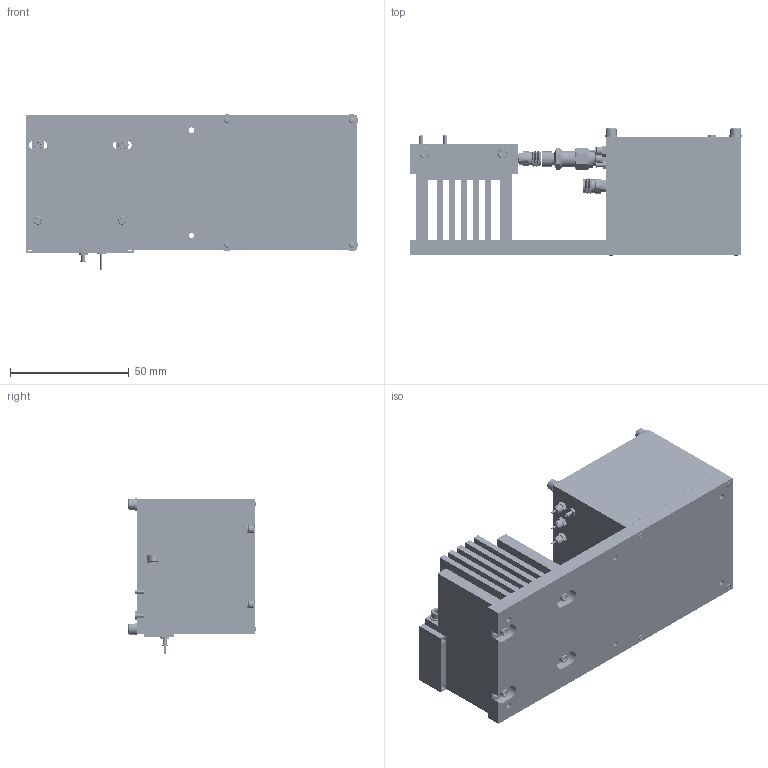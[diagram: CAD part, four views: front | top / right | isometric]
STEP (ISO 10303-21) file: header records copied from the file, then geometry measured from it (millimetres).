
FILE_DESCRIPTION (( 'STEP AP203' ), '1' );
FILE_NAME ('SOP-75310117-12-B1.STEP', '2019-04-12T21:57:39', ( '' ), ( '' ), 'SwSTEP 2.0', 'SolidWorks 2016', '' );
FILE_SCHEMA (( 'CONFIG_CONTROL_DESIGN' ));
Products named in the file (1): SOP-75310117-12-B1
Bounding box: 140.07 x 53.64 x 65.77 mm (x, y, z)
Volume: 244386.8 mm3; surface area: 77714.1 mm2
Topology: 54 solids, 54 shells, 3913 faces, 10746 edges, 6993 vertices
Faces by surface type: cylinder 2909, plane 555, cone 373, bspline 62, torus 14
Entity records: 190170 total; most frequent: CARTESIAN_POINT 106254, ORIENTED_EDGE 21388, DIRECTION 14058, EDGE_CURVE 10694, VERTEX_POINT 6993, AXIS2_PLACEMENT_3D 5030, EDGE_LOOP 4095, LINE 3998
